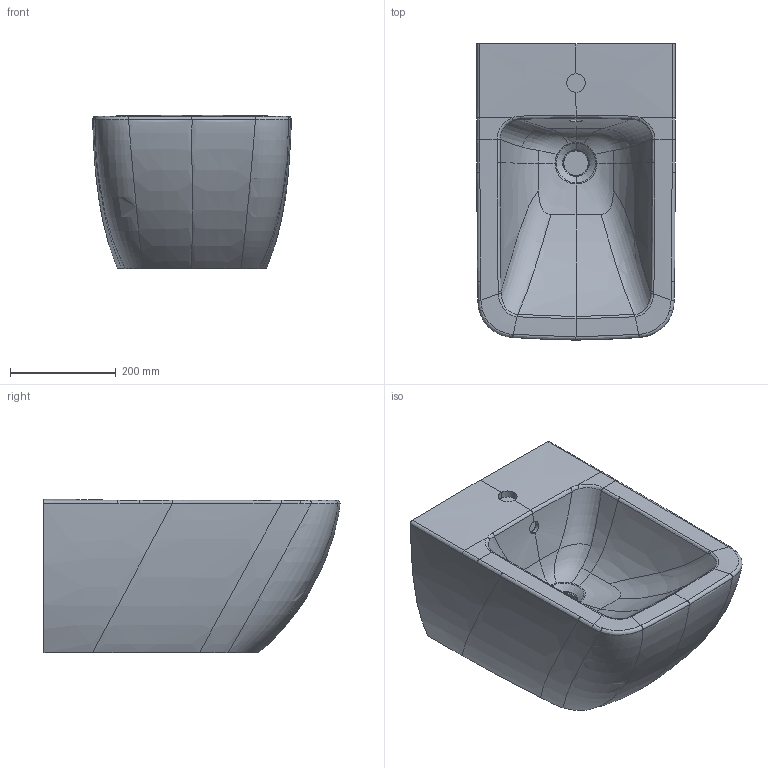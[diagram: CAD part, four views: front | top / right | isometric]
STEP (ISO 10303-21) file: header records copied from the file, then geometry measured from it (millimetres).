
FILE_DESCRIPTION(/* description */ (''),/* implementation_level */ '2;1');
FILE_NAME(/* name */ '546200_WBD_Legato.stp',/* time_stamp */ '2019-03-12T10:29:22+01:00',/* author */ (''),/* organization */ (''),/* preprocessor_version */ 'ST-DEVELOPER v16',/* originating_system */ 'SIEMENS PLM Software NX 10.0',/* authorisation */ '');
FILE_SCHEMA (('AUTOMOTIVE_DESIGN { 1 0 10303 214 3 1 1 1 }'));
Length unit declared in the file: millimetre
Products named in the file (1): Sier17249EAD8ok1
Bounding box: 375.55 x 559.88 x 290 mm (x, y, z)
Volume: 39715759.2 mm3; surface area: 879626.1 mm2
Topology: 1 solids, 1 shells, 105 faces, 243 edges, 140 vertices
Faces by surface type: bspline 90, cylinder 6, revolution 4, plane 3, cone 2
Entity records: 15040 total; most frequent: CARTESIAN_POINT 13465, ORIENTED_EDGE 486, EDGE_CURVE 243, B_SPLINE_CURVE_WITH_KNOTS 184, VERTEX_POINT 140, ADVANCED_FACE 105, FACE_OUTER_BOUND 105, EDGE_LOOP 105
